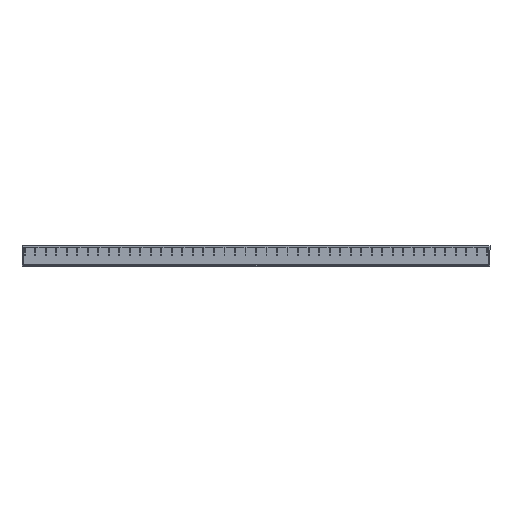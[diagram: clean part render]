
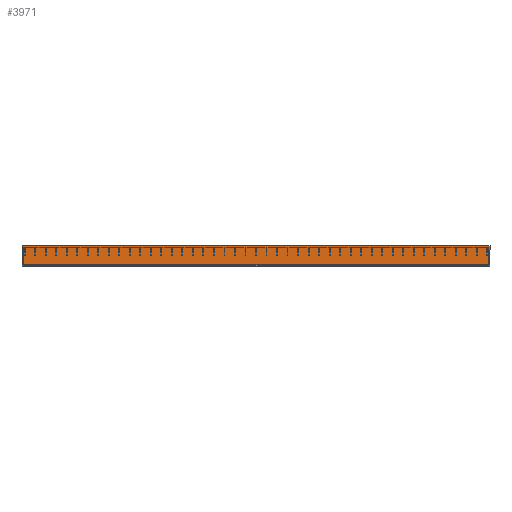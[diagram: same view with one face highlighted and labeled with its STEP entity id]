
A CAD part, top view. The second image highlights one B-rep face of the part: STEP entity #3971.
In plain terms, the highlighted planar face has unit normal (0, 0, 1).
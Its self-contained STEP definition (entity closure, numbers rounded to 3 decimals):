
#182 = CARTESIAN_POINT ( 'NONE',  ( 0., -10., 0. ) ) ;
#1551 = LINE ( 'NONE', #133620, #115095 ) ;
#3003 = CARTESIAN_POINT ( 'NONE',  ( 490., 10., 0. ) ) ;
#3971 = ADVANCED_FACE ( 'NONE', ( #115652 ), #95638, .F. ) ;
#15007 = AXIS2_PLACEMENT_3D ( 'NONE', #3003, #18213, #124087 ) ;
#15630 = VECTOR ( 'NONE', #180737, 1000. ) ;
#15847 = VECTOR ( 'NONE', #133851, 1000. ) ;
#15912 = VERTEX_POINT ( 'NONE', #160599 ) ;
#18213 = DIRECTION ( 'NONE',  ( 0., 0., -1. ) ) ;
#26608 = CARTESIAN_POINT ( 'NONE',  ( 0., -10., 0. ) ) ;
#27352 = CARTESIAN_POINT ( 'NONE',  ( 490., -10., 0. ) ) ;
#48940 = LINE ( 'NONE', #27352, #15630 ) ;
#53269 = EDGE_LOOP ( 'NONE', ( #158389, #117096, #162954, #116842 ) ) ;
#62022 = EDGE_CURVE ( 'NONE', #15912, #176639, #1551, .T. ) ;
#67450 = VERTEX_POINT ( 'NONE', #182 ) ;
#68769 = EDGE_CURVE ( 'NONE', #15912, #100203, #141370, .T. ) ;
#93474 = CARTESIAN_POINT ( 'NONE',  ( 490., -10., 0. ) ) ;
#95638 = PLANE ( 'NONE',  #15007 ) ;
#100203 = VERTEX_POINT ( 'NONE', #93474 ) ;
#103351 = CARTESIAN_POINT ( 'NONE',  ( 0., 3.333, 0. ) ) ;
#115095 = VECTOR ( 'NONE', #135573, 1000. ) ;
#115652 = FACE_OUTER_BOUND ( 'NONE', #53269, .T. ) ;
#116842 = ORIENTED_EDGE ( 'NONE', *, *, #68769, .F. ) ;
#117096 = ORIENTED_EDGE ( 'NONE', *, *, #181844, .F. ) ;
#117258 = CARTESIAN_POINT ( 'NONE',  ( 0., -3.333, 0. ) ) ;
#124087 = DIRECTION ( 'NONE',  ( 0., 1., 0. ) ) ;
#133620 = CARTESIAN_POINT ( 'NONE',  ( 490., 10., 0. ) ) ;
#133769 = CARTESIAN_POINT ( 'NONE',  ( 0., 10., 0. ) ) ;
#133851 = DIRECTION ( 'NONE',  ( 0., -1., 0. ) ) ;
#135573 = DIRECTION ( 'NONE',  ( -1., 0., 0. ) ) ;
#136220 = B_SPLINE_CURVE_WITH_KNOTS ( 'NONE', 3,
 ( #26608, #117258, #103351, #133769 ),
 .UNSPECIFIED., .F., .F.,
 ( 4, 4 ),
 ( 0., 1. ),
 .UNSPECIFIED. ) ;
#141370 = LINE ( 'NONE', #162306, #15847 ) ;
#155130 = EDGE_CURVE ( 'NONE', #100203, #67450, #48940, .T. ) ;
#155680 = CARTESIAN_POINT ( 'NONE',  ( 0., 10., 0. ) ) ;
#158389 = ORIENTED_EDGE ( 'NONE', *, *, #62022, .T. ) ;
#160599 = CARTESIAN_POINT ( 'NONE',  ( 490., 10., 0. ) ) ;
#162306 = CARTESIAN_POINT ( 'NONE',  ( 490., 10., 0. ) ) ;
#162954 = ORIENTED_EDGE ( 'NONE', *, *, #155130, .F. ) ;
#176639 = VERTEX_POINT ( 'NONE', #155680 ) ;
#180737 = DIRECTION ( 'NONE',  ( -1., 0., 0. ) ) ;
#181844 = EDGE_CURVE ( 'NONE', #67450, #176639, #136220, .T. ) ;
